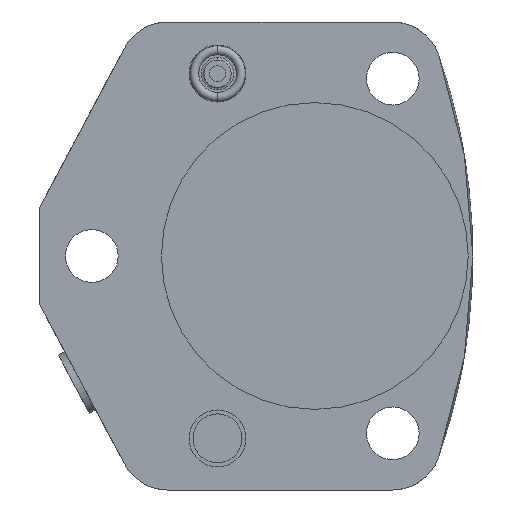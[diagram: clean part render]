
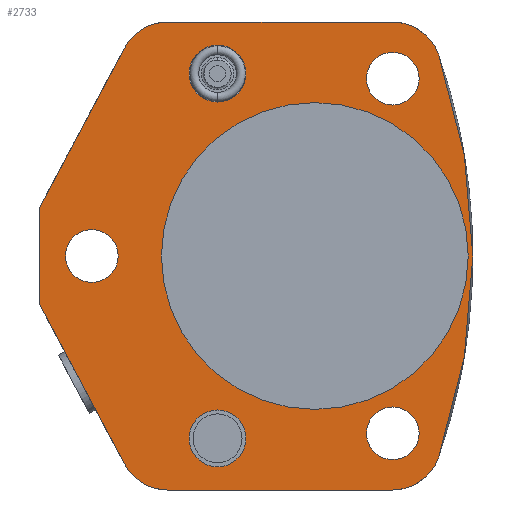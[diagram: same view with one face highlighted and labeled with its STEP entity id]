
A CAD part, front view. The second image highlights one B-rep face of the part: STEP entity #2733.
In plain terms, the highlighted planar face has unit normal (0, -1, 0).
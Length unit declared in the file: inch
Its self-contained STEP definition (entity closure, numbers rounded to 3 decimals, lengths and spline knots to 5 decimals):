
#540=CARTESIAN_POINT('',(0.59662,0.,-1.424));
#541=DIRECTION('',(0.,-1.,0.));
#542=DIRECTION('',(0.,0.,-1.));
#543=AXIS2_PLACEMENT_3D('',#540,#541,#542);
#577=CARTESIAN_POINT('',(-1.13311,0.,-1.424));
#578=DIRECTION('',(0.,-1.,0.));
#579=DIRECTION('',(-0.883,0.,-0.469));
#580=AXIS2_PLACEMENT_3D('',#577,#578,#579);
#691=CARTESIAN_POINT('',(-1.13311,0.,1.424));
#692=DIRECTION('',(0.,-1.,0.));
#693=DIRECTION('',(0.,0.,1.));
#694=AXIS2_PLACEMENT_3D('',#691,#692,#693);
#728=CARTESIAN_POINT('',(0.59662,0.,1.424));
#729=DIRECTION('',(0.,-1.,0.));
#730=DIRECTION('',(0.944,0.,0.33));
#731=AXIS2_PLACEMENT_3D('',#728,#729,#730);
#743=CARTESIAN_POINT('',(0.,0.,0.));
#744=DIRECTION('',(0.,-1.,0.));
#745=DIRECTION('',(1.,0.,0.));
#746=AXIS2_PLACEMENT_3D('',#743,#744,#745);
#751=CARTESIAN_POINT('',(0.,0.,0.));
#752=DIRECTION('',(0.,1.,0.));
#753=DIRECTION('',(1.,0.,0.));
#754=AXIS2_PLACEMENT_3D('',#751,#752,#753);
#759=DIRECTION('',(0.469,0.,-0.883));
#760=VECTOR('',#759,1.39811);
#761=CARTESIAN_POINT('',(-2.125,0.,-0.36794));
#762=LINE('',#761,#760);
#766=DIRECTION('',(0.,0.,-1.));
#767=VECTOR('',#766,0.73588);
#768=CARTESIAN_POINT('',(-2.125,0.,0.36794));
#769=LINE('',#768,#767);
#773=DIRECTION('',(0.469,0.,0.883));
#774=VECTOR('',#773,1.39811);
#775=CARTESIAN_POINT('',(-2.125,0.,0.36794));
#776=LINE('',#775,#774);
#780=DIRECTION('',(1.,0.,0.));
#781=VECTOR('',#780,1.72972);
#782=CARTESIAN_POINT('',(-1.13311,0.,1.804));
#783=LINE('',#782,#781);
#787=CARTESIAN_POINT('',(-3.483,0.,0.));
#788=DIRECTION('',(0.,-1.,0.));
#789=DIRECTION('',(0.944,0.,-0.33));
#790=AXIS2_PLACEMENT_3D('',#787,#788,#789);
#795=DIRECTION('',(-1.,0.,0.));
#796=VECTOR('',#795,1.72972);
#797=CARTESIAN_POINT('',(0.59662,0.,-1.804));
#798=LINE('',#797,#796);
#802=CARTESIAN_POINT('',(0.601,0.,1.367));
#803=DIRECTION('',(0.,-1.,0.));
#804=DIRECTION('',(1.,0.,0.));
#805=AXIS2_PLACEMENT_3D('',#802,#803,#804);
#810=CARTESIAN_POINT('',(0.601,0.,1.367));
#811=DIRECTION('',(0.,-1.,0.));
#812=DIRECTION('',(-1.,0.,0.));
#813=AXIS2_PLACEMENT_3D('',#810,#811,#812);
#818=CARTESIAN_POINT('',(0.601,0.,-1.367));
#819=DIRECTION('',(0.,-1.,0.));
#820=DIRECTION('',(1.,0.,0.));
#821=AXIS2_PLACEMENT_3D('',#818,#819,#820);
#826=CARTESIAN_POINT('',(0.601,0.,-1.367));
#827=DIRECTION('',(0.,-1.,0.));
#828=DIRECTION('',(-1.,0.,0.));
#829=AXIS2_PLACEMENT_3D('',#826,#827,#828);
#834=CARTESIAN_POINT('',(-1.719,0.,0.));
#835=DIRECTION('',(0.,-1.,0.));
#836=DIRECTION('',(1.,0.,0.));
#837=AXIS2_PLACEMENT_3D('',#834,#835,#836);
#842=CARTESIAN_POINT('',(-1.719,0.,0.));
#843=DIRECTION('',(0.,-1.,0.));
#844=DIRECTION('',(-1.,0.,0.));
#845=AXIS2_PLACEMENT_3D('',#842,#843,#844);
#850=CARTESIAN_POINT('',(-0.75,0.,-1.406));
#851=DIRECTION('',(0.,1.,0.));
#852=DIRECTION('',(-1.,0.,0.));
#853=AXIS2_PLACEMENT_3D('',#850,#851,#852);
#858=CARTESIAN_POINT('',(-0.75,0.,-1.406));
#859=DIRECTION('',(0.,1.,0.));
#860=DIRECTION('',(1.,0.,0.));
#861=AXIS2_PLACEMENT_3D('',#858,#859,#860);
#866=CARTESIAN_POINT('',(-0.75,0.,1.406));
#867=DIRECTION('',(0.,1.,0.));
#868=DIRECTION('',(-1.,0.,0.));
#869=AXIS2_PLACEMENT_3D('',#866,#867,#868);
#874=CARTESIAN_POINT('',(-0.75,0.,1.406));
#875=DIRECTION('',(0.,1.,0.));
#876=DIRECTION('',(1.,0.,0.));
#877=AXIS2_PLACEMENT_3D('',#874,#875,#876);
#2025=CARTESIAN_POINT('',(1.1825,0.,0.));
#2027=VERTEX_POINT('',#2025);
#2029=CARTESIAN_POINT('',(-1.1825,0.,0.));
#2031=VERTEX_POINT('',#2029);
#2032=CARTESIAN_POINT('',(-2.125,0.,0.36794));
#2033=CARTESIAN_POINT('',(-2.125,0.,-0.36794));
#2034=VERTEX_POINT('',#2032);
#2035=VERTEX_POINT('',#2033);
#2036=CARTESIAN_POINT('',(0.804,0.,1.367));
#2037=CARTESIAN_POINT('',(0.398,0.,1.367));
#2038=VERTEX_POINT('',#2036);
#2039=VERTEX_POINT('',#2037);
#2108=CARTESIAN_POINT('',(-0.969,0.,-1.406));
#2109=CARTESIAN_POINT('',(-0.531,0.,-1.406));
#2110=VERTEX_POINT('',#2108);
#2111=VERTEX_POINT('',#2109);
#2116=CARTESIAN_POINT('',(-0.969,0.,1.406));
#2117=CARTESIAN_POINT('',(-0.531,0.,1.406));
#2118=VERTEX_POINT('',#2116);
#2119=VERTEX_POINT('',#2117);
#2166=CARTESIAN_POINT('',(0.59662,0.,-1.804));
#2167=CARTESIAN_POINT('',(0.95539,0.,-1.54923));
#2168=VERTEX_POINT('',#2166);
#2169=VERTEX_POINT('',#2167);
#2170=CARTESIAN_POINT('',(0.95539,0.,1.54923));
#2171=CARTESIAN_POINT('',(0.59662,0.,1.804));
#2172=VERTEX_POINT('',#2170);
#2173=VERTEX_POINT('',#2171);
#2174=CARTESIAN_POINT('',(-1.13311,0.,1.804));
#2175=CARTESIAN_POINT('',(-1.46863,0.,1.6024));
#2176=VERTEX_POINT('',#2174);
#2177=VERTEX_POINT('',#2175);
#2178=CARTESIAN_POINT('',(-1.46863,0.,-1.6024));
#2179=CARTESIAN_POINT('',(-1.13311,0.,-1.804));
#2180=VERTEX_POINT('',#2178);
#2181=VERTEX_POINT('',#2179);
#2182=CARTESIAN_POINT('',(0.804,0.,-1.367));
#2183=CARTESIAN_POINT('',(0.398,0.,-1.367));
#2184=VERTEX_POINT('',#2182);
#2185=VERTEX_POINT('',#2183);
#2186=CARTESIAN_POINT('',(-1.516,0.,0.));
#2187=CARTESIAN_POINT('',(-1.922,0.,0.));
#2188=VERTEX_POINT('',#2186);
#2189=VERTEX_POINT('',#2187);
#2680=CARTESIAN_POINT('',(0.,0.,0.));
#2681=DIRECTION('',(0.,-1.,0.));
#2682=DIRECTION('',(-1.,0.,0.));
#2683=AXIS2_PLACEMENT_3D('',#2680,#2681,#2682);
#2684=PLANE('',#2683);
#2685=ORIENTED_EDGE('',*,*,#2578,.F.);
#2686=ORIENTED_EDGE('',*,*,#2592,.F.);
#2687=ORIENTED_EDGE('',*,*,#2613,.F.);
#2688=ORIENTED_EDGE('',*,*,#2627,.T.);
#2689=ORIENTED_EDGE('',*,*,#2647,.F.);
#2690=ORIENTED_EDGE('',*,*,#2661,.T.);
#2691=ORIENTED_EDGE('',*,*,#2674,.F.);
#2692=ORIENTED_EDGE('',*,*,#2534,.F.);
#2693=ORIENTED_EDGE('',*,*,#2550,.F.);
#2694=ORIENTED_EDGE('',*,*,#2564,.T.);
#2695=EDGE_LOOP('',(#2685,#2686,#2687,#2688,#2689,#2690,#2691,#2692,#2693,
#2694));
#2696=FACE_OUTER_BOUND('',#2695,.F.);
#2698=ORIENTED_EDGE('',*,*,#2697,.T.);
#2700=ORIENTED_EDGE('',*,*,#2699,.F.);
#2701=EDGE_LOOP('',(#2698,#2700));
#2702=FACE_BOUND('',#2701,.F.);
#2704=ORIENTED_EDGE('',*,*,#2703,.T.);
#2706=ORIENTED_EDGE('',*,*,#2705,.T.);
#2707=EDGE_LOOP('',(#2704,#2706));
#2708=FACE_BOUND('',#2707,.F.);
#2710=ORIENTED_EDGE('',*,*,#2709,.T.);
#2712=ORIENTED_EDGE('',*,*,#2711,.T.);
#2713=EDGE_LOOP('',(#2710,#2712));
#2714=FACE_BOUND('',#2713,.F.);
#2716=ORIENTED_EDGE('',*,*,#2715,.T.);
#2718=ORIENTED_EDGE('',*,*,#2717,.T.);
#2719=EDGE_LOOP('',(#2716,#2718));
#2720=FACE_BOUND('',#2719,.F.);
#2722=ORIENTED_EDGE('',*,*,#2721,.F.);
#2724=ORIENTED_EDGE('',*,*,#2723,.F.);
#2725=EDGE_LOOP('',(#2722,#2724));
#2726=FACE_BOUND('',#2725,.F.);
#2728=ORIENTED_EDGE('',*,*,#2727,.F.);
#2730=ORIENTED_EDGE('',*,*,#2729,.F.);
#2731=EDGE_LOOP('',(#2728,#2730));
#2732=FACE_BOUND('',#2731,.F.);
#544=CIRCLE('',#543,0.38);
#581=CIRCLE('',#580,0.38);
#695=CIRCLE('',#694,0.38);
#732=CIRCLE('',#731,0.38);
#747=CIRCLE('',#746,1.1825);
#755=CIRCLE('',#754,1.1825);
#791=CIRCLE('',#790,4.701);
#806=CIRCLE('',#805,0.203);
#814=CIRCLE('',#813,0.203);
#822=CIRCLE('',#821,0.203);
#830=CIRCLE('',#829,0.203);
#838=CIRCLE('',#837,0.203);
#846=CIRCLE('',#845,0.203);
#854=CIRCLE('',#853,0.219);
#862=CIRCLE('',#861,0.219);
#870=CIRCLE('',#869,0.219);
#878=CIRCLE('',#877,0.219);
#2534=EDGE_CURVE('',#2169,#2172,#791,.T.);
#2550=EDGE_CURVE('',#2168,#2169,#544,.T.);
#2564=EDGE_CURVE('',#2168,#2181,#798,.T.);
#2578=EDGE_CURVE('',#2180,#2181,#581,.T.);
#2592=EDGE_CURVE('',#2035,#2180,#762,.T.);
#2613=EDGE_CURVE('',#2034,#2035,#769,.T.);
#2627=EDGE_CURVE('',#2034,#2177,#776,.T.);
#2647=EDGE_CURVE('',#2176,#2177,#695,.T.);
#2661=EDGE_CURVE('',#2176,#2173,#783,.T.);
#2674=EDGE_CURVE('',#2172,#2173,#732,.T.);
#2697=EDGE_CURVE('',#2027,#2031,#747,.T.);
#2699=EDGE_CURVE('',#2027,#2031,#755,.T.);
#2703=EDGE_CURVE('',#2038,#2039,#806,.T.);
#2705=EDGE_CURVE('',#2039,#2038,#814,.T.);
#2709=EDGE_CURVE('',#2184,#2185,#822,.T.);
#2711=EDGE_CURVE('',#2185,#2184,#830,.T.);
#2715=EDGE_CURVE('',#2188,#2189,#838,.T.);
#2717=EDGE_CURVE('',#2189,#2188,#846,.T.);
#2721=EDGE_CURVE('',#2110,#2111,#854,.T.);
#2723=EDGE_CURVE('',#2111,#2110,#862,.T.);
#2727=EDGE_CURVE('',#2118,#2119,#870,.T.);
#2729=EDGE_CURVE('',#2119,#2118,#878,.T.);
#2733=ADVANCED_FACE('',(#2696,#2702,#2708,#2714,#2720,#2726,#2732),#2684,.T.);
